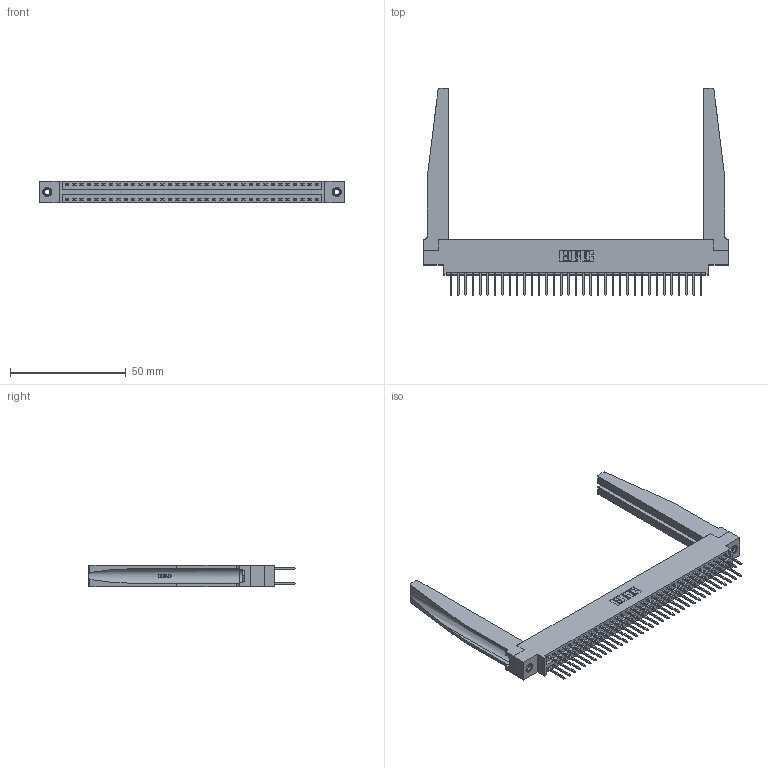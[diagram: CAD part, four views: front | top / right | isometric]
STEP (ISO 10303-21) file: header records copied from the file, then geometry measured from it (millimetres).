
FILE_DESCRIPTION (( 'STEP AP203' ), '1' );
FILE_NAME ('396-070-526-878.STEP', '2019-11-02T10:49:29', ( '' ), ( '' ), 'SwSTEP 2.0', 'SolidWorks 2016', '' );
FILE_SCHEMA (( 'CONFIG_CONTROL_DESIGN' ));
Length unit declared in the file: inch
Products named in the file (5): 396-070-526-878; 346 Part_0.170 Offset - 0.156 Dia-TH; 345-292-001_345-293-126; 346-220-078_345-220-078; 345-250-001_345-250-001-102
Assembly tree (75 placements, depth 2):
  396-070-526-878
    346 Part_0.170 Offset - 0.156 Dia-TH
    345-292-001_345-293-126  x70
    346-220-078_345-220-078  x2
    345-250-001_345-250-001-102  x2
Bounding box: 131.7 x 89.41 x 9.4 mm (x, y, z)
Volume: 19657 mm3; surface area: 24644 mm2
Topology: 75 solids, 75 shells, 4000 faces, 11799 edges, 7762 vertices
Faces by surface type: plane 2672, cylinder 1276, bspline 36, cone 12, torus 4
Entity records: 28682 total; most frequent: CARTESIAN_POINT 5675, ORIENTED_EDGE 4498, DIRECTION 4039, EDGE_CURVE 2249, LINE 1883, VECTOR 1883, VERTEX_POINT 1492, AXIS2_PLACEMENT_3D 1078
